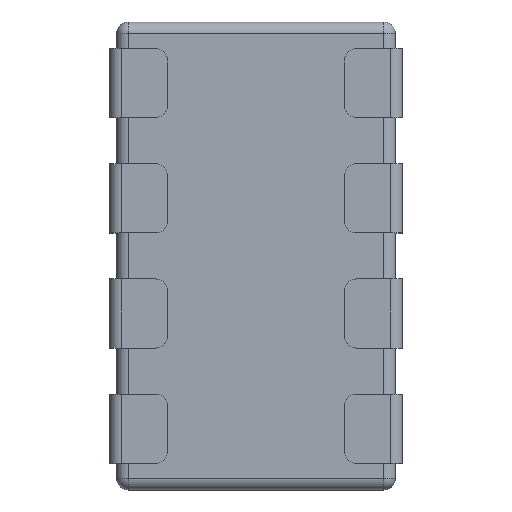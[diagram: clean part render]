
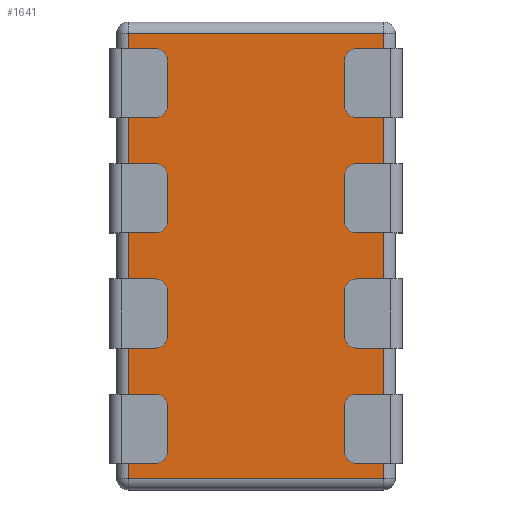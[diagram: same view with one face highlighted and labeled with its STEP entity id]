
A CAD part, top view. The second image highlights one B-rep face of the part: STEP entity #1641.
In plain terms, the highlighted planar face has unit normal (0, 0, 1).
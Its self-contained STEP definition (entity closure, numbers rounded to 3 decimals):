
#39=PLANE('',#1781);
#99=LINE('',#2535,#251);
#103=LINE('',#2548,#255);
#105=LINE('',#2551,#257);
#109=LINE('',#2557,#261);
#251=VECTOR('',#2007,1.93);
#255=VECTOR('',#2023,1.11);
#257=VECTOR('',#2027,1.93);
#261=VECTOR('',#2035,1.11);
#461=FACE_OUTER_BOUND('',#567,.T.);
#567=EDGE_LOOP('',(#1217,#1218,#1219,#1220));
#744=VERTEX_POINT('',#2489);
#750=VERTEX_POINT('',#2506);
#756=VERTEX_POINT('',#2526);
#759=VERTEX_POINT('',#2539);
#920=EDGE_CURVE('',#744,#756,#99,.T.);
#927=EDGE_CURVE('',#756,#759,#103,.T.);
#929=EDGE_CURVE('',#759,#750,#105,.T.);
#933=EDGE_CURVE('',#750,#744,#109,.T.);
#1217=ORIENTED_EDGE('',*,*,#920,.F.);
#1218=ORIENTED_EDGE('',*,*,#933,.F.);
#1219=ORIENTED_EDGE('',*,*,#929,.F.);
#1220=ORIENTED_EDGE('',*,*,#927,.F.);
#1641=ADVANCED_FACE('',(#461),#39,.T.);
#1781=AXIS2_PLACEMENT_3D('',#2566,#2049,#2050);
#2007=DIRECTION('',(0.,-1.,0.));
#2023=DIRECTION('',(-1.,0.,0.));
#2027=DIRECTION('',(0.,1.,0.));
#2035=DIRECTION('',(1.,0.,0.));
#2049=DIRECTION('center_axis',(0.,0.,1.));
#2050=DIRECTION('ref_axis',(0.,1.,0.));
#2489=CARTESIAN_POINT('',(0.555,0.965,0.53));
#2506=CARTESIAN_POINT('',(-0.555,0.965,0.53));
#2526=CARTESIAN_POINT('',(0.555,-0.965,0.53));
#2535=CARTESIAN_POINT('',(0.555,-0.508,0.53));
#2539=CARTESIAN_POINT('',(-0.555,-0.965,0.53));
#2548=CARTESIAN_POINT('',(-0.268,-0.965,0.53));
#2551=CARTESIAN_POINT('',(-0.555,0.508,0.53));
#2557=CARTESIAN_POINT('',(0.268,0.965,0.53));
#2566=CARTESIAN_POINT('Origin',(0.,0.,
0.53));
